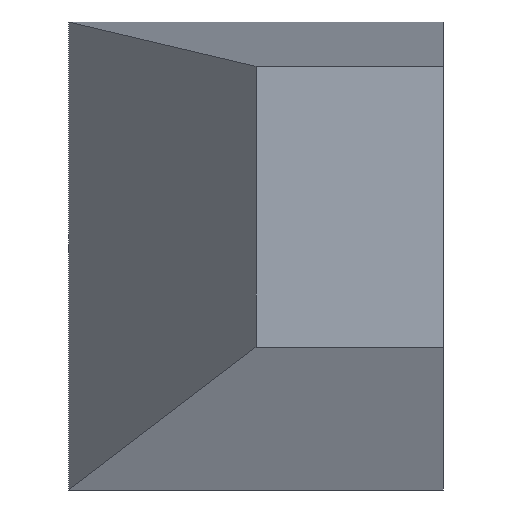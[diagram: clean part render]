
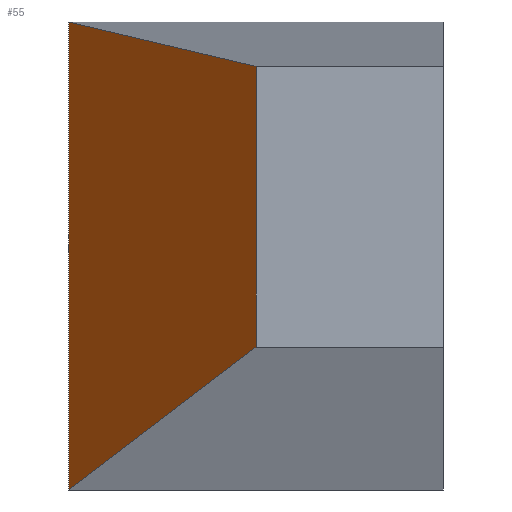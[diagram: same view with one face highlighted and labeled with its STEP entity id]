
A CAD part, top view. The second image highlights one B-rep face of the part: STEP entity #55.
In plain terms, the highlighted free-form (B-spline) face has degree [1, 1] with [2, 2] control points.
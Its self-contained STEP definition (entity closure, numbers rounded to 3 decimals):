
#24 = VERTEX_POINT('',#25);
#25 = CARTESIAN_POINT('',(-40.,50.,0.));
#31 = EDGE_CURVE('',#24,#32,#34,.T.);
#32 = VERTEX_POINT('',#33);
#33 = CARTESIAN_POINT('',(0.,40.,300.));
#34 = B_SPLINE_CURVE_WITH_KNOTS('',1,(#35,#36),.UNSPECIFIED.,.F.,.F.,(2,
    2),(0.,1.),.PIECEWISE_BEZIER_KNOTS.);
#35 = CARTESIAN_POINT('',(-40.,50.,0.));
#36 = CARTESIAN_POINT('',(0.,40.,300.));
#55 = ADVANCED_FACE('',(#56),#80,.T.);
#56 = FACE_BOUND('',#57,.T.);
#57 = EDGE_LOOP('',(#58,#66,#73,#79));
#58 = ORIENTED_EDGE('',*,*,#59,.T.);
#59 = EDGE_CURVE('',#24,#60,#62,.T.);
#60 = VERTEX_POINT('',#61);
#61 = CARTESIAN_POINT('',(-40.,-50.,0.));
#62 = LINE('',#63,#64);
#63 = CARTESIAN_POINT('',(-40.,50.,0.));
#64 = VECTOR('',#65,1.);
#65 = DIRECTION('',(0.,-1.,0.));
#66 = ORIENTED_EDGE('',*,*,#67,.T.);
#67 = EDGE_CURVE('',#60,#68,#70,.T.);
#68 = VERTEX_POINT('',#69);
#69 = CARTESIAN_POINT('',(0.,-20.,300.));
#70 = B_SPLINE_CURVE_WITH_KNOTS('',1,(#71,#72),.UNSPECIFIED.,.F.,.F.,(2,
    2),(0.,1.),.PIECEWISE_BEZIER_KNOTS.);
#71 = CARTESIAN_POINT('',(-40.,-50.,0.));
#72 = CARTESIAN_POINT('',(0.,-20.,300.));
#73 = ORIENTED_EDGE('',*,*,#74,.F.);
#74 = EDGE_CURVE('',#32,#68,#75,.T.);
#75 = LINE('',#76,#77);
#76 = CARTESIAN_POINT('',(0.,40.,300.));
#77 = VECTOR('',#78,1.);
#78 = DIRECTION('',(0.,-1.,0.));
#79 = ORIENTED_EDGE('',*,*,#31,.F.);
#80 = B_SPLINE_SURFACE_WITH_KNOTS('',1,1,(
    (#81,#82)
    ,(#83,#84
    )),.UNSPECIFIED.,.F.,.F.,.F.,(2,2),(2,2),(0.,100.),(0.,1.)
  ,.PIECEWISE_BEZIER_KNOTS.);
#81 = CARTESIAN_POINT('',(-40.,50.,0.));
#82 = CARTESIAN_POINT('',(0.,40.,300.));
#83 = CARTESIAN_POINT('',(-40.,-50.,0.));
#84 = CARTESIAN_POINT('',(0.,-20.,300.));
